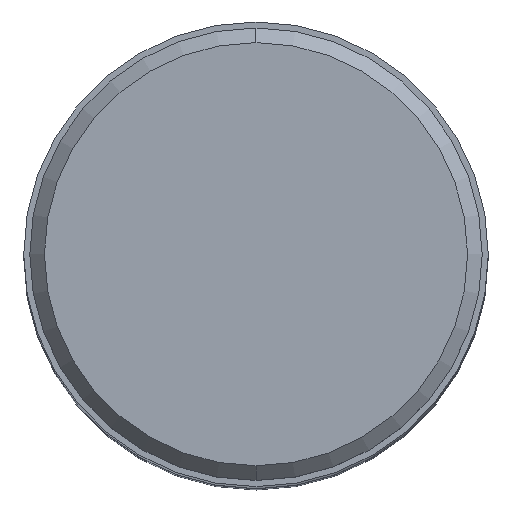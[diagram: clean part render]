
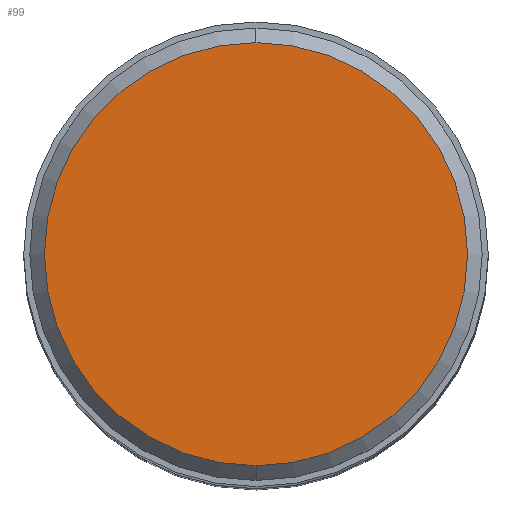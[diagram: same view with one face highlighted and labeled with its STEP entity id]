
A CAD part, top view. The second image highlights one B-rep face of the part: STEP entity #99.
In plain terms, the highlighted planar face has unit normal (0, 0, 1).
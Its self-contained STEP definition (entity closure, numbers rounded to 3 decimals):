
#44=PLANE('',#807);
#99=ADVANCED_FACE('',(#152),#44,.F.);
#152=FACE_OUTER_BOUND('',#196,.T.);
#196=EDGE_LOOP('',(#300,#301));
#300=ORIENTED_EDGE('',*,*,#474,.T.);
#301=ORIENTED_EDGE('',*,*,#475,.T.);
#410=VERTEX_POINT('',#1274);
#411=VERTEX_POINT('',#1275);
#474=EDGE_CURVE('',#410,#411,#559,.T.);
#475=EDGE_CURVE('',#411,#410,#560,.T.);
#559=CIRCLE('',#805,17.35);
#560=CIRCLE('',#806,17.35);
#805=AXIS2_PLACEMENT_3D('',#1273,#999,#1000);
#806=AXIS2_PLACEMENT_3D('',#1276,#1001,#1002);
#807=AXIS2_PLACEMENT_3D('',#1277,#1003,#1004);
#999=DIRECTION('',(0.,0.,1.));
#1000=DIRECTION('',(0.,1.,0.));
#1001=DIRECTION('',(0.,0.,1.));
#1002=DIRECTION('',(0.,-1.,0.));
#1003=DIRECTION('',(0.,0.,-1.));
#1004=DIRECTION('',(1.,0.,0.));
#1273=CARTESIAN_POINT('',(0.,0.,55.626));
#1274=CARTESIAN_POINT('',(0.,17.35,55.626));
#1275=CARTESIAN_POINT('',(0.,-17.35,55.626));
#1276=CARTESIAN_POINT('',(0.,0.,55.626));
#1277=CARTESIAN_POINT('',(0.,0.,55.626));
